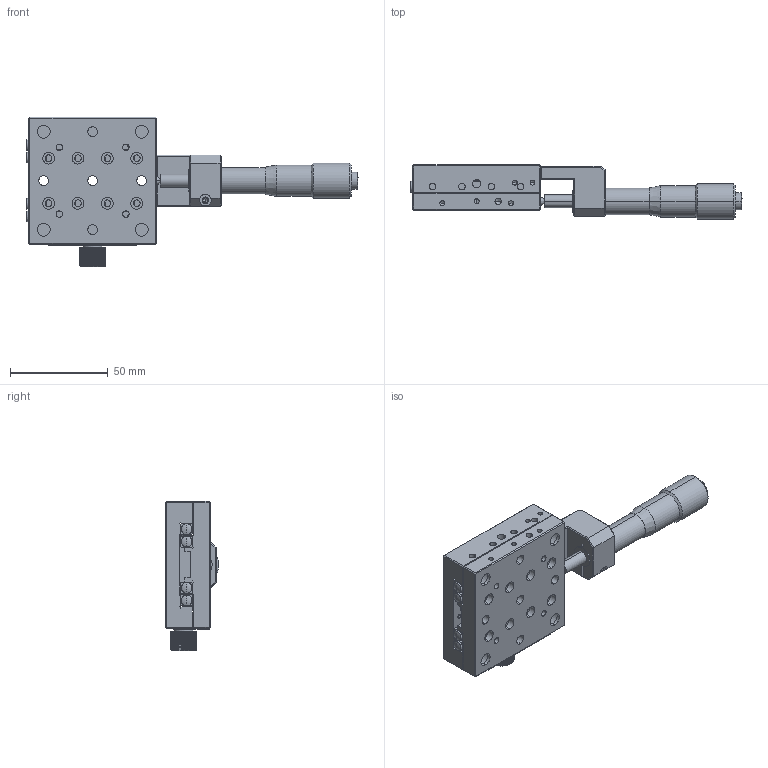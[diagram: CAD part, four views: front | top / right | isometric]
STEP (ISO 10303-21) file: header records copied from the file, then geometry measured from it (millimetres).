
FILE_DESCRIPTION (( 'STEP AP203' ), '1' );
FILE_NAME ('516317.STEP', '2025-07-08T07:47:05', ( '' ), ( '' ), 'SwSTEP 2.0', 'SolidWorks 2020', '' );
FILE_SCHEMA (( 'CONFIG_CONTROL_DESIGN' ));
Length unit declared in the file: millimetre
Products named in the file (1): 516317
Bounding box: 169.39 x 27.5 x 76.5 mm (x, y, z)
Volume: 105080.5 mm3; surface area: 51513.8 mm2
Topology: 13 solids, 13 shells, 1266 faces, 3428 edges, 2162 vertices
Faces by surface type: plane 572, cylinder 399, cone 276, torus 16, bspline 3
Entity records: 40073 total; most frequent: CARTESIAN_POINT 7795, DIRECTION 6773, ORIENTED_EDGE 6708, EDGE_CURVE 3354, AXIS2_PLACEMENT_3D 2424, VERTEX_POINT 2162, VECTOR 1925, LINE 1925
